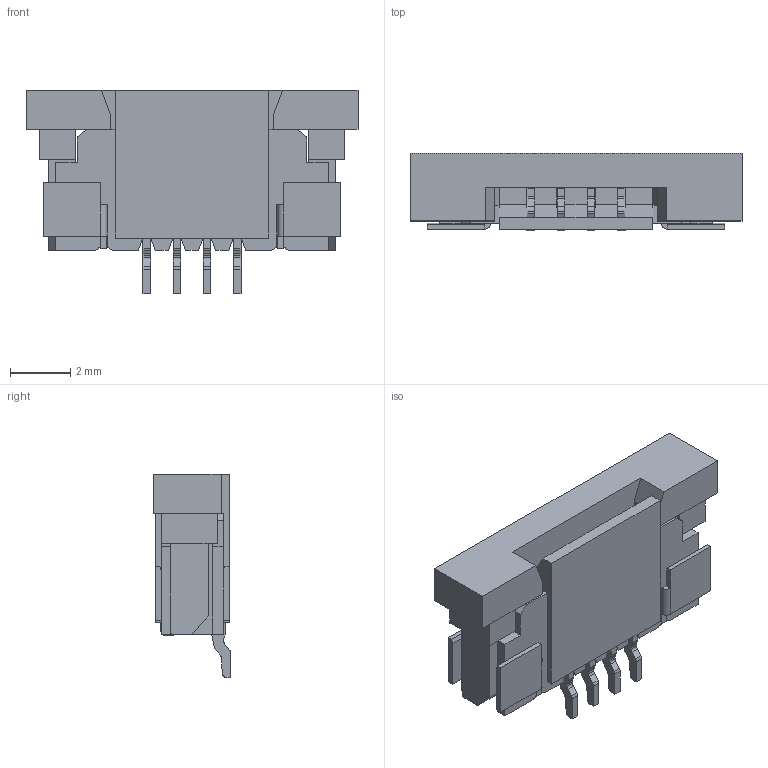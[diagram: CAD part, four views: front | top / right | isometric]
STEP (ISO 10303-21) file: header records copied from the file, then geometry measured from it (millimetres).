
FILE_DESCRIPTION(/* description */ ('STEP AP214'),/* implementation_level */ '2;1');
FILE_NAME(/* name */ 'FFC3B07-04-T',/* time_stamp */ '2024-01-05T20:08:16+01:00',/* author */ ('License CC BY-ND 4.0'),/* organization */ ('CADENAS'),/* preprocessor_version */ 'ST-DEVELOPER v19.3',/* originating_system */ 'PARTsolutions',/* authorisation */ ' ');
FILE_SCHEMA (('AUTOMOTIVE_DESIGN {1 0 10303 214 3 1 1}'));
Length unit declared in the file: millimetre
Products named in the file (5): FFC3B07-04-T; FFC3B07-T_P; FFC3B07_SC; FFC3B07-04_H2; FFC3B07-04_H1
Assembly tree (8 placements, depth 2):
  FFC3B07-04-T
    FFC3B07-T_P  x4
    FFC3B07_SC  x2
    FFC3B07-04_H2
    FFC3B07-04_H1
Bounding box: 11 x 2.57 x 6.75 mm (x, y, z)
Volume: 101.4 mm3; surface area: 457.9 mm2
Topology: 8 solids, 8 shells, 495 faces, 1403 edges, 918 vertices
Faces by surface type: plane 379, cylinder 116
Entity records: 8885 total; most frequent: CARTESIAN_POINT 1561, ORIENTED_EDGE 1550, DIRECTION 1413, EDGE_CURVE 775, LINE 705, VECTOR 705, VERTEX_POINT 502, AXIS2_PLACEMENT_3D 354
